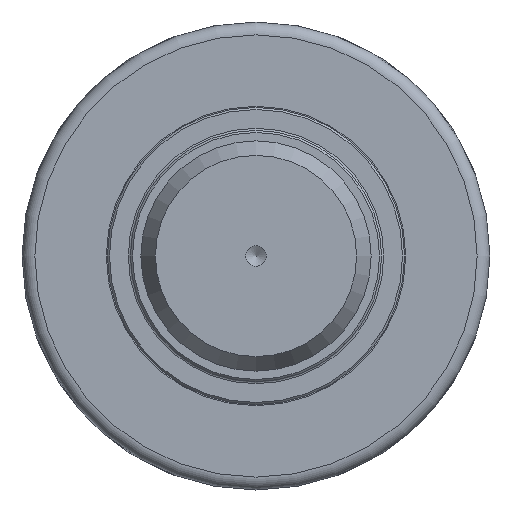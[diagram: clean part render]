
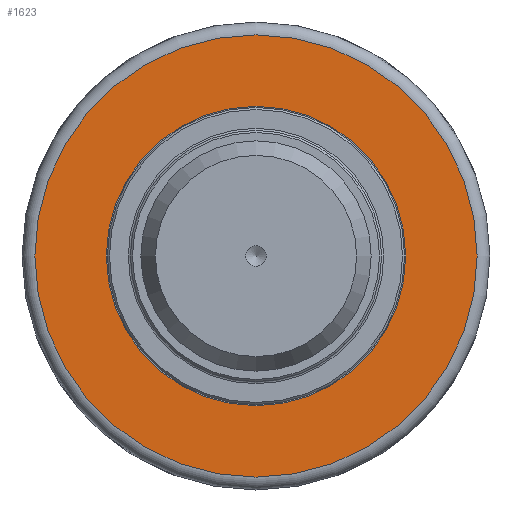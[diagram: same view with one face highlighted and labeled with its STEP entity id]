
A CAD part, left-side view. The second image highlights one B-rep face of the part: STEP entity #1623.
In plain terms, the highlighted planar face has unit normal (-1, 0, 0).
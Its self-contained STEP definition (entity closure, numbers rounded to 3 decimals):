
#259=FACE_BOUND('',#427,.T.);
#284=PLANE('',#1771);
#336=FACE_OUTER_BOUND('',#426,.T.);
#426=EDGE_LOOP('',(#1129,#1130));
#427=EDGE_LOOP('',(#1131,#1132));
#542=CIRCLE('',#1749,35.75);
#543=CIRCLE('',#1750,35.75);
#558=CIRCLE('',#1769,52.822);
#559=CIRCLE('',#1770,52.822);
#664=VERTEX_POINT('',#2496);
#665=VERTEX_POINT('',#2498);
#677=VERTEX_POINT('',#2558);
#678=VERTEX_POINT('',#2560);
#839=EDGE_CURVE('',#665,#664,#542,.T.);
#840=EDGE_CURVE('',#664,#665,#543,.T.);
#857=EDGE_CURVE('',#677,#678,#558,.T.);
#858=EDGE_CURVE('',#678,#677,#559,.T.);
#1129=ORIENTED_EDGE('',*,*,#858,.F.);
#1130=ORIENTED_EDGE('',*,*,#857,.F.);
#1131=ORIENTED_EDGE('',*,*,#839,.T.);
#1132=ORIENTED_EDGE('',*,*,#840,.T.);
#1623=ADVANCED_FACE('',(#336,#259),#284,.T.);
#1749=AXIS2_PLACEMENT_3D('',#2499,#1998,#1999);
#1750=AXIS2_PLACEMENT_3D('',#2500,#2000,#2001);
#1769=AXIS2_PLACEMENT_3D('',#2561,#2040,#2041);
#1770=AXIS2_PLACEMENT_3D('',#2562,#2042,#2043);
#1771=AXIS2_PLACEMENT_3D('',#2563,#2044,#2045);
#1998=DIRECTION('center_axis',(1.,0.,0.));
#1999=DIRECTION('ref_axis',(0.,-1.,0.));
#2000=DIRECTION('center_axis',(1.,0.,0.));
#2001=DIRECTION('ref_axis',(0.,-1.,0.));
#2040=DIRECTION('center_axis',(1.,0.,0.));
#2041=DIRECTION('ref_axis',(0.,-1.,0.));
#2042=DIRECTION('center_axis',(1.,0.,0.));
#2043=DIRECTION('ref_axis',(0.,-1.,0.));
#2044=DIRECTION('center_axis',(-1.,0.,0.));
#2045=DIRECTION('ref_axis',(0.,0.,
1.));
#2496=CARTESIAN_POINT('',(33.8,35.75,0.));
#2498=CARTESIAN_POINT('',(33.8,-35.75,0.));
#2499=CARTESIAN_POINT('Origin',(33.8,0.,0.));
#2500=CARTESIAN_POINT('Origin',(33.8,0.,0.));
#2558=CARTESIAN_POINT('',(33.8,0.,52.822));
#2560=CARTESIAN_POINT('',(33.8,52.822,0.));
#2561=CARTESIAN_POINT('Origin',(33.8,0.,0.));
#2562=CARTESIAN_POINT('Origin',(33.8,0.,0.));
#2563=CARTESIAN_POINT('Origin',(33.8,47.64,0.));
